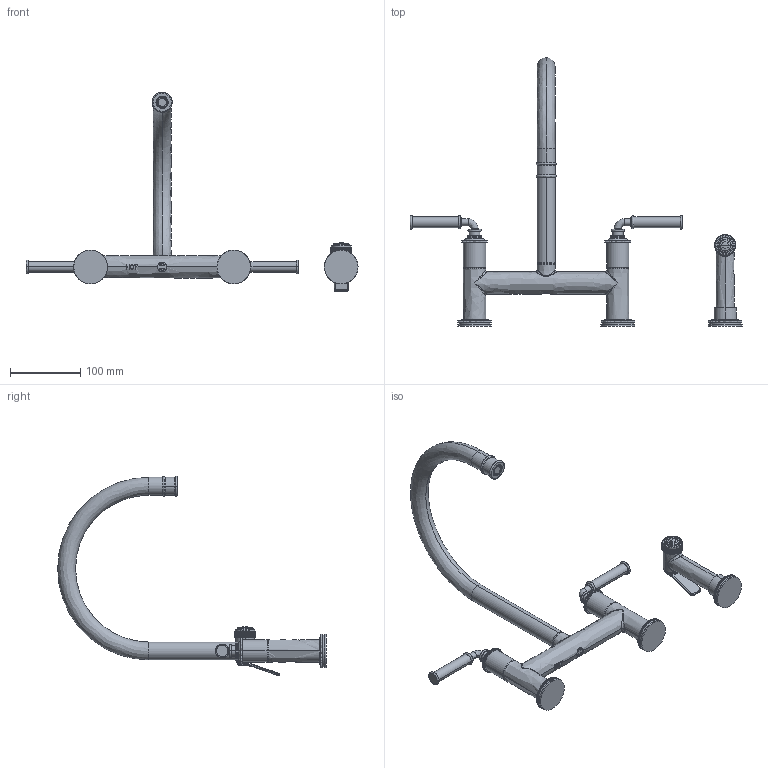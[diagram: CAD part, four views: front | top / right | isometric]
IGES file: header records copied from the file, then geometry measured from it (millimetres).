
Start section:  PTC IGES file: 2940-5413_.igs
Global section: file name: 2940-5413_.igs; native system: Creo Parametric by PTC Inc.; preprocessor: 2023134; author: rsmith; organization: Unknown; date: 20250226.161246; units: inch
Bounding box: 470.98 x 381.15 x 283.26 mm (x, y, z)
Surface area: 138443.4 mm2 (no closed solid volume)
Topology: 0 solids, 0 shells, 2524 faces, 14488 edges, 14488 vertices
Faces by surface type: bspline 1533, revolution 955, extrusion 36
